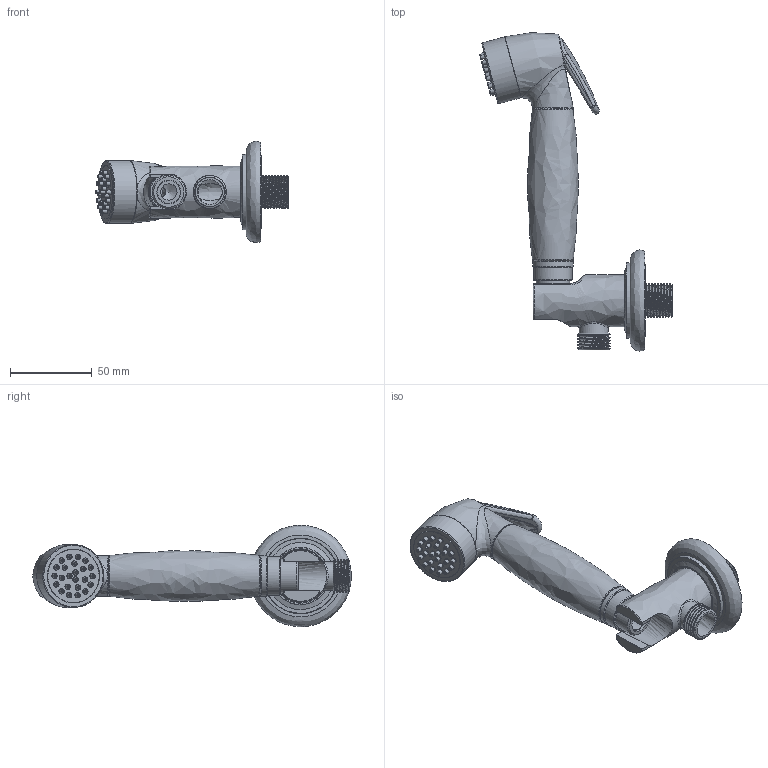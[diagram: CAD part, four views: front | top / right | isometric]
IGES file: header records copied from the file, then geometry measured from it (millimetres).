
Global section: file name: V266-SPR; native system: Autodesk Inventor 2020; preprocessor: unknown; author: camerond; date: 20190813.080640; units: millimetre
Bounding box: 117.7 x 194.66 x 61.99 mm (x, y, z)
Volume: 151895.7 mm3; surface area: 76978.1 mm2
Topology: 14 solids, 14 shells, 406 faces, 1064 edges, 737 vertices
Faces by surface type: bspline 406
